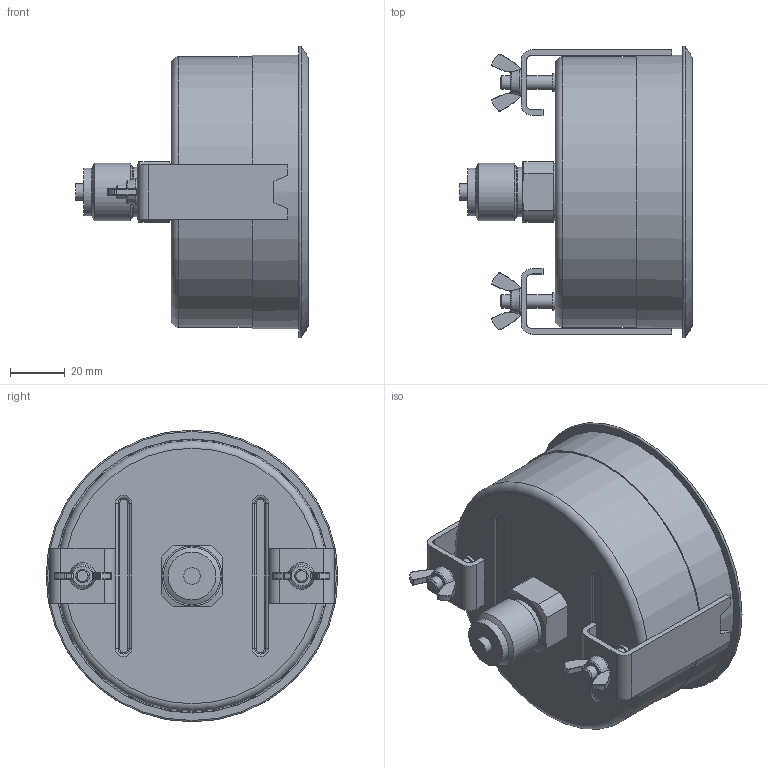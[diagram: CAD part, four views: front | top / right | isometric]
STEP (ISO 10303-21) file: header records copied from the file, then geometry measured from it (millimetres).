
FILE_DESCRIPTION(/* description */ (''),/* implementation_level */ '2;1');
FILE_NAME(/* name */ 'KP100Ch_D452_351XX452.stp',/* time_stamp */ '2018-01-15T15:02:56+01:00',/* author */ ('acgl'),/* organization */ (''),/* preprocessor_version */ 'ST-DEVELOPER v15.6',/* originating_system */ 'Autodesk Inventor 2015',/* authorisation */ '');
FILE_SCHEMA (('AUTOMOTIVE_DESIGN { 1 0 10303 214 3 1 1 }'));
Length unit declared in the file: centimetre
Products named in the file (1): KP100Ch_D452_351XX452
Bounding box: 85.2 x 106.68 x 106.68 mm (x, y, z)
Volume: 381387.9 mm3; surface area: 43897.1 mm2
Topology: 1 solids, 1 shells, 257 faces, 616 edges, 376 vertices
Faces by surface type: cylinder 92, torus 81, plane 65, cone 15, bspline 4
Full cylindrical faces by diameter (mm): 5 x4, 6 x1, 6.5 x3, 17.5 x1, 18 x1, 20.96 x1, 21 x1, 99 x1, 100 x1
Entity records: 7954 total; most frequent: CARTESIAN_POINT 1670, DIRECTION 1342, ORIENTED_EDGE 1168, EDGE_CURVE 584, AXIS2_PLACEMENT_3D 568, VERTEX_POINT 370, CIRCLE 314, EDGE_LOOP 302
